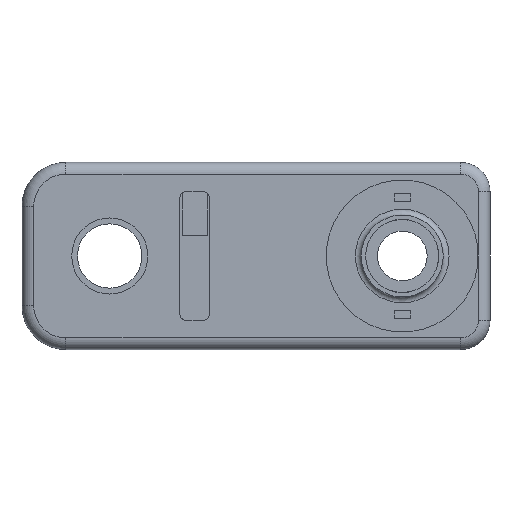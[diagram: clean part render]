
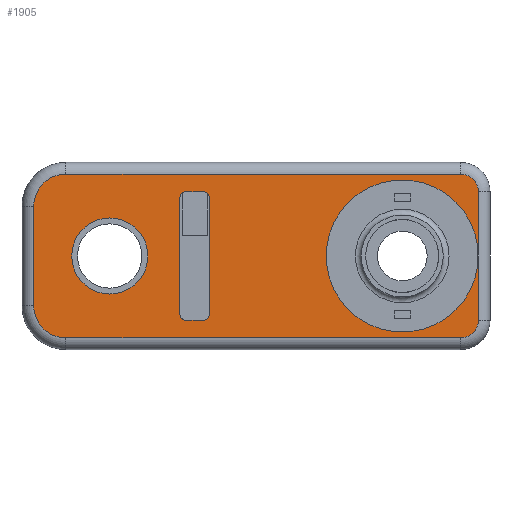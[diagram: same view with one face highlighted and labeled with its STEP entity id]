
A CAD part, left-side view. The second image highlights one B-rep face of the part: STEP entity #1905.
In plain terms, the highlighted planar face has unit normal (-1, 0, 0).
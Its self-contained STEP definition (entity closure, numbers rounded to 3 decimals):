
#88=FACE_BOUND('',#368,.T.);
#89=FACE_BOUND('',#369,.T.);
#90=FACE_BOUND('',#370,.T.);
#115=CIRCLE('',#2010,26.);
#116=CIRCLE('',#2012,26.);
#118=CIRCLE('',#2015,26.);
#146=CIRCLE('',#2065,6.);
#152=CIRCLE('',#2073,6.);
#156=CIRCLE('',#2079,11.);
#159=CIRCLE('',#2084,11.);
#161=CIRCLE('',#2090,13.);
#162=CIRCLE('',#2091,2.);
#163=CIRCLE('',#2092,2.);
#164=CIRCLE('',#2093,2.);
#165=CIRCLE('',#2094,2.);
#166=CIRCLE('',#2095,26.);
#253=FACE_OUTER_BOUND('',#367,.T.);
#367=EDGE_LOOP('',(#1516,#1517,#1518,#1519,#1520,#1521,#1522,#1523));
#368=EDGE_LOOP('',(#1524));
#369=EDGE_LOOP('',(#1525,#1526,#1527,#1528,#1529,#1530,#1531,#1532));
#370=EDGE_LOOP('',(#1533,#1534,#1535,#1536,#1537,#1538,#1539,#1540));
#474=LINE('',#2935,#649);
#478=LINE('',#2946,#653);
#482=LINE('',#2955,#657);
#488=LINE('',#2979,#663);
#531=LINE('',#3204,#706);
#533=LINE('',#3216,#708);
#535=LINE('',#3227,#710);
#536=LINE('',#3233,#711);
#540=LINE('',#3247,#715);
#541=LINE('',#3251,#716);
#542=LINE('',#3255,#717);
#543=LINE('',#3259,#718);
#649=VECTOR('',#2278,10.);
#653=VECTOR('',#2286,10.);
#657=VECTOR('',#2292,10.);
#663=VECTOR('',#2320,10.);
#706=VECTOR('',#2467,10.);
#708=VECTOR('',#2481,10.);
#710=VECTOR('',#2495,10.);
#711=VECTOR('',#2504,10.);
#715=VECTOR('',#2518,10.);
#716=VECTOR('',#2521,10.);
#717=VECTOR('',#2524,10.);
#718=VECTOR('',#2527,10.);
#820=VERTEX_POINT('',#2933);
#821=VERTEX_POINT('',#2934);
#825=VERTEX_POINT('',#2944);
#826=VERTEX_POINT('',#2945);
#829=VERTEX_POINT('',#2953);
#830=VERTEX_POINT('',#2954);
#835=VERTEX_POINT('',#2966);
#836=VERTEX_POINT('',#2970);
#891=VERTEX_POINT('',#3192);
#892=VERTEX_POINT('',#3194);
#894=VERTEX_POINT('',#3200);
#896=VERTEX_POINT('',#3206);
#898=VERTEX_POINT('',#3212);
#900=VERTEX_POINT('',#3218);
#902=VERTEX_POINT('',#3224);
#903=VERTEX_POINT('',#3229);
#906=VERTEX_POINT('',#3243);
#907=VERTEX_POINT('',#3245);
#908=VERTEX_POINT('',#3246);
#909=VERTEX_POINT('',#3248);
#910=VERTEX_POINT('',#3250);
#911=VERTEX_POINT('',#3252);
#912=VERTEX_POINT('',#3254);
#913=VERTEX_POINT('',#3256);
#914=VERTEX_POINT('',#3258);
#1018=EDGE_CURVE('',#820,#821,#474,.T.);
#1023=EDGE_CURVE('',#825,#826,#478,.T.);
#1027=EDGE_CURVE('',#829,#830,#482,.T.);
#1034=EDGE_CURVE('',#820,#835,#115,.T.);
#1035=EDGE_CURVE('',#836,#830,#116,.T.);
#1038=EDGE_CURVE('',#829,#826,#118,.T.);
#1040=EDGE_CURVE('',#836,#835,#488,.T.);
#1114=EDGE_CURVE('',#891,#892,#146,.T.);
#1119=EDGE_CURVE('',#892,#894,#531,.T.);
#1122=EDGE_CURVE('',#894,#896,#152,.T.);
#1125=EDGE_CURVE('',#896,#898,#533,.T.);
#1128=EDGE_CURVE('',#898,#900,#156,.T.);
#1131=EDGE_CURVE('',#900,#902,#535,.T.);
#1133=EDGE_CURVE('',#902,#903,#159,.T.);
#1134=EDGE_CURVE('',#903,#891,#536,.T.);
#1139=EDGE_CURVE('',#906,#906,#161,.T.);
#1140=EDGE_CURVE('',#907,#908,#540,.T.);
#1141=EDGE_CURVE('',#909,#908,#162,.T.);
#1142=EDGE_CURVE('',#909,#910,#541,.T.);
#1143=EDGE_CURVE('',#911,#910,#163,.T.);
#1144=EDGE_CURVE('',#911,#912,#542,.T.);
#1145=EDGE_CURVE('',#913,#912,#164,.T.);
#1146=EDGE_CURVE('',#913,#914,#543,.T.);
#1147=EDGE_CURVE('',#907,#914,#165,.T.);
#1148=EDGE_CURVE('',#825,#821,#166,.T.);
#1516=ORIENTED_EDGE('',*,*,#1119,.F.);
#1517=ORIENTED_EDGE('',*,*,#1114,.F.);
#1518=ORIENTED_EDGE('',*,*,#1134,.F.);
#1519=ORIENTED_EDGE('',*,*,#1133,.F.);
#1520=ORIENTED_EDGE('',*,*,#1131,.F.);
#1521=ORIENTED_EDGE('',*,*,#1128,.F.);
#1522=ORIENTED_EDGE('',*,*,#1125,.F.);
#1523=ORIENTED_EDGE('',*,*,#1122,.F.);
#1524=ORIENTED_EDGE('',*,*,#1139,.T.);
#1525=ORIENTED_EDGE('',*,*,#1140,.T.);
#1526=ORIENTED_EDGE('',*,*,#1141,.F.);
#1527=ORIENTED_EDGE('',*,*,#1142,.T.);
#1528=ORIENTED_EDGE('',*,*,#1143,.F.);
#1529=ORIENTED_EDGE('',*,*,#1144,.T.);
#1530=ORIENTED_EDGE('',*,*,#1145,.F.);
#1531=ORIENTED_EDGE('',*,*,#1146,.T.);
#1532=ORIENTED_EDGE('',*,*,#1147,.F.);
#1533=ORIENTED_EDGE('',*,*,#1023,.F.);
#1534=ORIENTED_EDGE('',*,*,#1148,.T.);
#1535=ORIENTED_EDGE('',*,*,#1018,.F.);
#1536=ORIENTED_EDGE('',*,*,#1034,.T.);
#1537=ORIENTED_EDGE('',*,*,#1040,.F.);
#1538=ORIENTED_EDGE('',*,*,#1035,.T.);
#1539=ORIENTED_EDGE('',*,*,#1027,.F.);
#1540=ORIENTED_EDGE('',*,*,#1038,.T.);
#1825=PLANE('',#2089);
#1905=ADVANCED_FACE('',(#253,#88,#89,#90),#1825,.T.);
#2010=AXIS2_PLACEMENT_3D('',#2968,#2303,#2304);
#2012=AXIS2_PLACEMENT_3D('',#2971,#2307,#2308);
#2015=AXIS2_PLACEMENT_3D('',#2976,#2314,#2315);
#2065=AXIS2_PLACEMENT_3D('',#3195,#2456,#2457);
#2073=AXIS2_PLACEMENT_3D('',#3210,#2474,#2475);
#2079=AXIS2_PLACEMENT_3D('',#3222,#2488,#2489);
#2084=AXIS2_PLACEMENT_3D('',#3231,#2500,#2501);
#2089=AXIS2_PLACEMENT_3D('',#3242,#2514,#2515);
#2090=AXIS2_PLACEMENT_3D('',#3244,#2516,#2517);
#2091=AXIS2_PLACEMENT_3D('',#3249,#2519,#2520);
#2092=AXIS2_PLACEMENT_3D('',#3253,#2522,#2523);
#2093=AXIS2_PLACEMENT_3D('',#3257,#2525,#2526);
#2094=AXIS2_PLACEMENT_3D('',#3260,#2528,#2529);
#2095=AXIS2_PLACEMENT_3D('',#3261,#2530,#2531);
#2278=DIRECTION('',(0.,-1.,0.));
#2286=DIRECTION('',(0.,0.,1.));
#2292=DIRECTION('',(0.,1.,0.));
#2303=DIRECTION('center_axis',(1.,0.,0.));
#2304=DIRECTION('ref_axis',(0.,0.,1.));
#2307=DIRECTION('center_axis',(1.,0.,0.));
#2308=DIRECTION('ref_axis',(0.,0.,1.));
#2314=DIRECTION('center_axis',(1.,0.,0.));
#2315=DIRECTION('ref_axis',(0.,0.,1.));
#2320=DIRECTION('',(0.,0.,-1.));
#2456=DIRECTION('center_axis',(1.,0.,0.));
#2457=DIRECTION('ref_axis',(0.,-0.707,0.707));
#2467=DIRECTION('',(0.,0.,-1.));
#2474=DIRECTION('center_axis',(1.,0.,0.));
#2475=DIRECTION('ref_axis',(0.,-0.707,-0.707));
#2481=DIRECTION('',(0.,1.,0.));
#2488=DIRECTION('center_axis',(1.,0.,0.));
#2489=DIRECTION('ref_axis',(0.,0.707,-0.707));
#2495=DIRECTION('',(0.,0.,1.));
#2500=DIRECTION('center_axis',(1.,0.,0.));
#2501=DIRECTION('ref_axis',(0.,0.707,0.707));
#2504=DIRECTION('',(0.,-1.,0.));
#2514=DIRECTION('center_axis',(-1.,0.,0.));
#2515=DIRECTION('ref_axis',(0.,-1.,0.));
#2516=DIRECTION('center_axis',(1.,0.,0.));
#2517=DIRECTION('ref_axis',(0.,0.,-1.));
#2518=DIRECTION('',(0.,-1.,0.));
#2519=DIRECTION('center_axis',(-1.,0.,0.));
#2520=DIRECTION('ref_axis',(0.,-0.707,0.707));
#2521=DIRECTION('',(0.,0.,-1.));
#2522=DIRECTION('center_axis',(-1.,0.,0.));
#2523=DIRECTION('ref_axis',(0.,-0.707,-0.707));
#2524=DIRECTION('',(0.,1.,0.));
#2525=DIRECTION('center_axis',(-1.,0.,0.));
#2526=DIRECTION('ref_axis',(0.,0.707,-0.707));
#2527=DIRECTION('',(0.,0.,1.));
#2528=DIRECTION('center_axis',(-1.,0.,0.));
#2529=DIRECTION('ref_axis',(0.,0.707,0.707));
#2530=DIRECTION('center_axis',(1.,0.,0.));
#2531=DIRECTION('ref_axis',(0.,0.,1.));
#2933=CARTESIAN_POINT('',(-20.,-46.674,-25.786));
#2934=CARTESIAN_POINT('',(-20.,-53.326,-25.786));
#2935=CARTESIAN_POINT('',(-20.,-48.337,-25.786));
#2944=CARTESIAN_POINT('',(-20.,-75.786,-3.326));
#2945=CARTESIAN_POINT('',(-20.,-75.786,3.326));
#2946=CARTESIAN_POINT('',(-20.,-75.786,-1.663));
#2953=CARTESIAN_POINT('',(-20.,-53.326,25.786));
#2954=CARTESIAN_POINT('',(-20.,-46.674,25.786));
#2955=CARTESIAN_POINT('',(-20.,-51.663,25.786));
#2966=CARTESIAN_POINT('',(-20.,-24.214,-3.326));
#2968=CARTESIAN_POINT('Origin',(-20.,-50.,0.));
#2970=CARTESIAN_POINT('',(-20.,-24.214,3.326));
#2971=CARTESIAN_POINT('Origin',(-20.,-50.,0.));
#2976=CARTESIAN_POINT('Origin',(-20.,-50.,0.));
#2979=CARTESIAN_POINT('',(-20.,-24.214,1.663));
#3192=CARTESIAN_POINT('',(-20.,-70.,28.));
#3194=CARTESIAN_POINT('',(-20.,-76.,22.));
#3195=CARTESIAN_POINT('Origin',(-20.,-70.,22.));
#3200=CARTESIAN_POINT('',(-20.,-76.,-22.));
#3204=CARTESIAN_POINT('',(-20.,-76.,0.));
#3206=CARTESIAN_POINT('',(-20.,-70.,-28.));
#3210=CARTESIAN_POINT('Origin',(-20.,-70.,-22.));
#3212=CARTESIAN_POINT('',(-20.,65.,-28.));
#3216=CARTESIAN_POINT('',(-20.,40.,-28.));
#3218=CARTESIAN_POINT('',(-20.,76.,-17.));
#3222=CARTESIAN_POINT('Origin',(-20.,65.,-17.));
#3224=CARTESIAN_POINT('',(-20.,76.,17.));
#3227=CARTESIAN_POINT('',(-20.,76.,0.));
#3229=CARTESIAN_POINT('',(-20.,65.,28.));
#3231=CARTESIAN_POINT('Origin',(-20.,65.,17.));
#3233=CARTESIAN_POINT('',(-20.,40.,28.));
#3242=CARTESIAN_POINT('Origin',(-20.,80.,0.));
#3243=CARTESIAN_POINT('',(-20.,50.,13.));
#3244=CARTESIAN_POINT('Origin',(-20.,50.,0.));
#3245=CARTESIAN_POINT('',(-20.,24.,22.));
#3246=CARTESIAN_POINT('',(-20.,18.,22.));
#3247=CARTESIAN_POINT('',(-20.,53.,22.));
#3248=CARTESIAN_POINT('',(-20.,16.,20.));
#3249=CARTESIAN_POINT('Origin',(-20.,18.,20.));
#3250=CARTESIAN_POINT('',(-20.,16.,-20.));
#3251=CARTESIAN_POINT('',(-20.,16.,11.));
#3252=CARTESIAN_POINT('',(-20.,18.,-22.));
#3253=CARTESIAN_POINT('Origin',(-20.,18.,-20.));
#3254=CARTESIAN_POINT('',(-20.,24.,-22.));
#3255=CARTESIAN_POINT('',(-20.,48.,-22.));
#3256=CARTESIAN_POINT('',(-20.,26.,-20.));
#3257=CARTESIAN_POINT('Origin',(-20.,24.,-20.));
#3258=CARTESIAN_POINT('',(-20.,26.,20.));
#3259=CARTESIAN_POINT('',(-20.,26.,-11.));
#3260=CARTESIAN_POINT('Origin',(-20.,24.,20.));
#3261=CARTESIAN_POINT('Origin',(-20.,-50.,0.));
